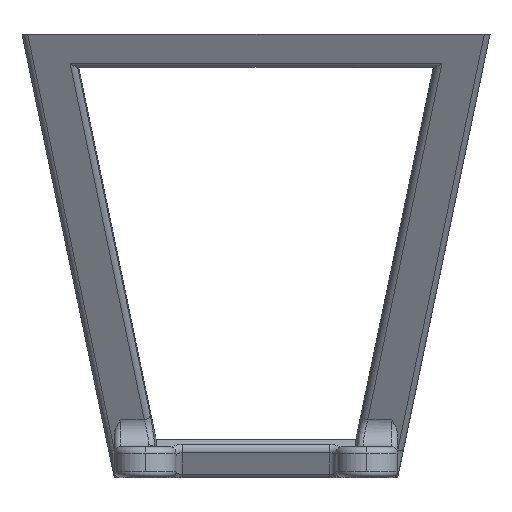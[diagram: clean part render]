
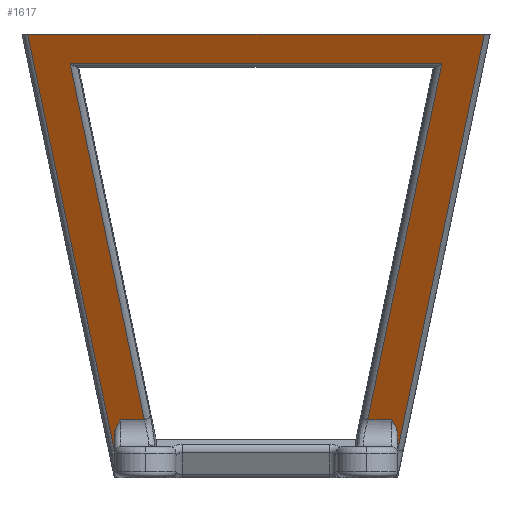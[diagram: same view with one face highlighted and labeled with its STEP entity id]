
A CAD part, left-side view. The second image highlights one B-rep face of the part: STEP entity #1617.
In plain terms, the highlighted planar face has unit normal (-0.884, 0, -0.467).
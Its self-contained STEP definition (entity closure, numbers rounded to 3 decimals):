
#39 = CARTESIAN_POINT ( 'NONE',  ( -31.461, -18.149, 9.4 ) ) ;
#96 = ORIENTED_EDGE ( 'NONE', *, *, #4314, .T. ) ;
#97 = CARTESIAN_POINT ( 'NONE',  ( -30.665, 22.844, 7.892 ) ) ;
#99 = ORIENTED_EDGE ( 'NONE', *, *, #5209, .T. ) ;
#120 = EDGE_CURVE ( 'NONE', #2372, #3869, #3780, .T. ) ;
#140 = ORIENTED_EDGE ( 'NONE', *, *, #1059, .F. ) ;
#170 = CARTESIAN_POINT ( 'NONE',  ( -30.339, -23., 7.274 ) ) ;
#301 = CARTESIAN_POINT ( 'NONE',  ( -20.727, 23., -10.939 ) ) ;
#347 = ORIENTED_EDGE ( 'NONE', *, *, #3661, .T. ) ;
#511 = CARTESIAN_POINT ( 'NONE',  ( -30.226, -23., 7.06 ) ) ;
#563 = CARTESIAN_POINT ( 'NONE',  ( -30.665, -22.844, 7.892 ) ) ;
#586 = VECTOR ( 'NONE', #2252, 1000. ) ;
#655 = LINE ( 'NONE', #301, #586 ) ;
#697 = CARTESIAN_POINT ( 'NONE',  ( -31.461, 16.216, 9.4 ) ) ;
#746 = VECTOR ( 'NONE', #1483, 1000. ) ;
#752 = CARTESIAN_POINT ( 'NONE',  ( -61.979, -30.196, 67.224 ) ) ;
#879 = VECTOR ( 'NONE', #1800, 1000. ) ;
#900 = CARTESIAN_POINT ( 'NONE',  ( -19.57, -13.455, -13.131 ) ) ;
#931 = VECTOR ( 'NONE', #2207, 1000. ) ;
#949 = B_SPLINE_CURVE_WITH_KNOTS ( 'NONE', 3,
 ( #1308, #2591, #4208, #1713, #563, #4159, #170, #511 ),
 .UNSPECIFIED., .F., .F.,
 ( 4, 2, 2, 4 ),
 ( 0., 0.001, 0.002, 0.003 ),
 .UNSPECIFIED. ) ;
#1059 = EDGE_CURVE ( 'NONE', #4840, #2182, #1181, .T. ) ;
#1151 = EDGE_CURVE ( 'NONE', #3987, #5041, #2512, .T. ) ;
#1162 = VERTEX_POINT ( 'NONE', #39 ) ;
#1181 = LINE ( 'NONE', #3584, #746 ) ;
#1254 = EDGE_CURVE ( 'NONE', #3028, #1385, #1339, .T. ) ;
#1285 = LINE ( 'NONE', #4103, #4276 ) ;
#1300 = LINE ( 'NONE', #900, #4505 ) ;
#1308 = CARTESIAN_POINT ( 'NONE',  ( -31.461, -22., 9.4 ) ) ;
#1315 = CARTESIAN_POINT ( 'NONE',  ( -30.339, 23., 7.274 ) ) ;
#1339 = LINE ( 'NONE', #4296, #4754 ) ;
#1370 = CARTESIAN_POINT ( 'NONE',  ( -61.428, 29.978, 66.179 ) ) ;
#1385 = VERTEX_POINT ( 'NONE', #752 ) ;
#1406 = PLANE ( 'NONE',  #4671 ) ;
#1426 = ORIENTED_EDGE ( 'NONE', *, *, #4949, .T. ) ;
#1444 = DIRECTION ( 'NONE',  ( 0., -1., 0. ) ) ;
#1483 = DIRECTION ( 'NONE',  ( -0.467, 0., 0.884 ) ) ;
#1542 = EDGE_LOOP ( 'NONE', ( #1426, #99, #4715, #347, #96, #3862, #140, #2658, #4236, #2043, #2975, #3085 ) ) ;
#1617 = ADVANCED_FACE ( 'NONE', ( #3822 ), #1406, .F. ) ;
#1713 = CARTESIAN_POINT ( 'NONE',  ( -30.771, -22.761, 8.092 ) ) ;
#1772 = CARTESIAN_POINT ( 'NONE',  ( -30.226, 23., 7.06 ) ) ;
#1800 = DIRECTION ( 'NONE',  ( -0.459, 0.181, 0.87 ) ) ;
#1806 = CARTESIAN_POINT ( 'NONE',  ( -20.727, 0., -10.939 ) ) ;
#1810 = CARTESIAN_POINT ( 'NONE',  ( -26.577, 22.106, 0.146 ) ) ;
#1816 = CARTESIAN_POINT ( 'NONE',  ( -30.226, -23., 7.06 ) ) ;
#1826 = CARTESIAN_POINT ( 'NONE',  ( -19.08, -19.147, -14.059 ) ) ;
#2011 = VERTEX_POINT ( 'NONE', #2985 ) ;
#2043 = ORIENTED_EDGE ( 'NONE', *, *, #3723, .T. ) ;
#2135 = CARTESIAN_POINT ( 'NONE',  ( -31.461, -22., 9.4 ) ) ;
#2182 = VERTEX_POINT ( 'NONE', #1816 ) ;
#2183 = CARTESIAN_POINT ( 'NONE',  ( -28.841, -23., 4.436 ) ) ;
#2207 = DIRECTION ( 'NONE',  ( 0.459, -0.181, -0.87 ) ) ;
#2252 = DIRECTION ( 'NONE',  ( -0.467, 0., 0.884 ) ) ;
#2372 = VERTEX_POINT ( 'NONE', #4392 ) ;
#2486 = CARTESIAN_POINT ( 'NONE',  ( -30.449, 22.963, 7.482 ) ) ;
#2512 = LINE ( 'NONE', #2826, #2947 ) ;
#2518 = CARTESIAN_POINT ( 'NONE',  ( -64.5, 37.076, 72. ) ) ;
#2524 = DIRECTION ( 'NONE',  ( 0.459, 0.181, -0.87 ) ) ;
#2591 = CARTESIAN_POINT ( 'NONE',  ( -31.269, -22.238, 9.036 ) ) ;
#2637 = LINE ( 'NONE', #1810, #931 ) ;
#2649 = LINE ( 'NONE', #1826, #4717 ) ;
#2658 = ORIENTED_EDGE ( 'NONE', *, *, #5230, .T. ) ;
#2680 = VERTEX_POINT ( 'NONE', #3128 ) ;
#2826 = CARTESIAN_POINT ( 'NONE',  ( -64.5, 38., 72. ) ) ;
#2947 = VECTOR ( 'NONE', #3740, 1000. ) ;
#2975 = ORIENTED_EDGE ( 'NONE', *, *, #3075, .T. ) ;
#2985 = CARTESIAN_POINT ( 'NONE',  ( -28.841, 23., 4.436 ) ) ;
#3028 = VERTEX_POINT ( 'NONE', #4652 ) ;
#3075 = EDGE_CURVE ( 'NONE', #2011, #2372, #655, .T. ) ;
#3077 = DIRECTION ( 'NONE',  ( 0.884, 0., 0.467 ) ) ;
#3085 = ORIENTED_EDGE ( 'NONE', *, *, #120, .T. ) ;
#3128 = CARTESIAN_POINT ( 'NONE',  ( -31.461, 18.149, 9.4 ) ) ;
#3341 = VERTEX_POINT ( 'NONE', #2135 ) ;
#3366 = EDGE_CURVE ( 'NONE', #3341, #2182, #949, .T. ) ;
#3455 = DIRECTION ( 'NONE',  ( 0.467, 0., -0.884 ) ) ;
#3584 = CARTESIAN_POINT ( 'NONE',  ( -20.727, -23., -10.939 ) ) ;
#3661 = EDGE_CURVE ( 'NONE', #1385, #1162, #1300, .T. ) ;
#3713 = CARTESIAN_POINT ( 'NONE',  ( -30.771, 22.761, 8.092 ) ) ;
#3723 = EDGE_CURVE ( 'NONE', #3987, #2011, #2637, .T. ) ;
#3740 = DIRECTION ( 'NONE',  ( 0., -1., 0. ) ) ;
#3742 = CARTESIAN_POINT ( 'NONE',  ( -31.269, 22.238, 9.035 ) ) ;
#3761 = DIRECTION ( 'NONE',  ( 0., -1., 0. ) ) ;
#3780 = B_SPLINE_CURVE_WITH_KNOTS ( 'NONE', 3,
 ( #1772, #1315, #2486, #97, #3713, #4998, #3742, #4889 ),
 .UNSPECIFIED., .F., .F.,
 ( 4, 2, 2, 4 ),
 ( 0., 0.001, 0.001, 0.003 ),
 .UNSPECIFIED. ) ;
#3788 = DIRECTION ( 'NONE',  ( -0.459, -0.181, 0.87 ) ) ;
#3822 = FACE_OUTER_BOUND ( 'NONE', #1542, .T. ) ;
#3844 = LINE ( 'NONE', #1370, #879 ) ;
#3862 = ORIENTED_EDGE ( 'NONE', *, *, #3366, .T. ) ;
#3869 = VERTEX_POINT ( 'NONE', #5220 ) ;
#3987 = VERTEX_POINT ( 'NONE', #2518 ) ;
#4075 = DIRECTION ( 'NONE',  ( 0., -1., 0. ) ) ;
#4103 = CARTESIAN_POINT ( 'NONE',  ( -31.461, -23., 9.4 ) ) ;
#4159 = CARTESIAN_POINT ( 'NONE',  ( -30.449, -22.963, 7.482 ) ) ;
#4208 = CARTESIAN_POINT ( 'NONE',  ( -31.076, -22.477, 8.671 ) ) ;
#4236 = ORIENTED_EDGE ( 'NONE', *, *, #1151, .F. ) ;
#4262 = CARTESIAN_POINT ( 'NONE',  ( -64.5, -37.076, 72. ) ) ;
#4276 = VECTOR ( 'NONE', #4075, 1000. ) ;
#4296 = CARTESIAN_POINT ( 'NONE',  ( -61.979, 0., 67.224 ) ) ;
#4314 = EDGE_CURVE ( 'NONE', #1162, #3341, #1285, .T. ) ;
#4392 = CARTESIAN_POINT ( 'NONE',  ( -30.226, 23., 7.06 ) ) ;
#4505 = VECTOR ( 'NONE', #2524, 1000. ) ;
#4626 = VECTOR ( 'NONE', #1444, 1000. ) ;
#4652 = CARTESIAN_POINT ( 'NONE',  ( -61.979, 30.196, 67.224 ) ) ;
#4671 = AXIS2_PLACEMENT_3D ( 'NONE', #1806, #3077, #3455 ) ;
#4715 = ORIENTED_EDGE ( 'NONE', *, *, #1254, .T. ) ;
#4717 = VECTOR ( 'NONE', #3788, 1000. ) ;
#4754 = VECTOR ( 'NONE', #3761, 1000. ) ;
#4840 = VERTEX_POINT ( 'NONE', #2183 ) ;
#4889 = CARTESIAN_POINT ( 'NONE',  ( -31.461, 22., 9.4 ) ) ;
#4949 = EDGE_CURVE ( 'NONE', #3869, #2680, #5150, .T. ) ;
#4998 = CARTESIAN_POINT ( 'NONE',  ( -31.076, 22.477, 8.671 ) ) ;
#5041 = VERTEX_POINT ( 'NONE', #4262 ) ;
#5150 = LINE ( 'NONE', #697, #4626 ) ;
#5209 = EDGE_CURVE ( 'NONE', #2680, #3028, #3844, .T. ) ;
#5220 = CARTESIAN_POINT ( 'NONE',  ( -31.461, 22., 9.4 ) ) ;
#5230 = EDGE_CURVE ( 'NONE', #4840, #5041, #2649, .T. ) ;
